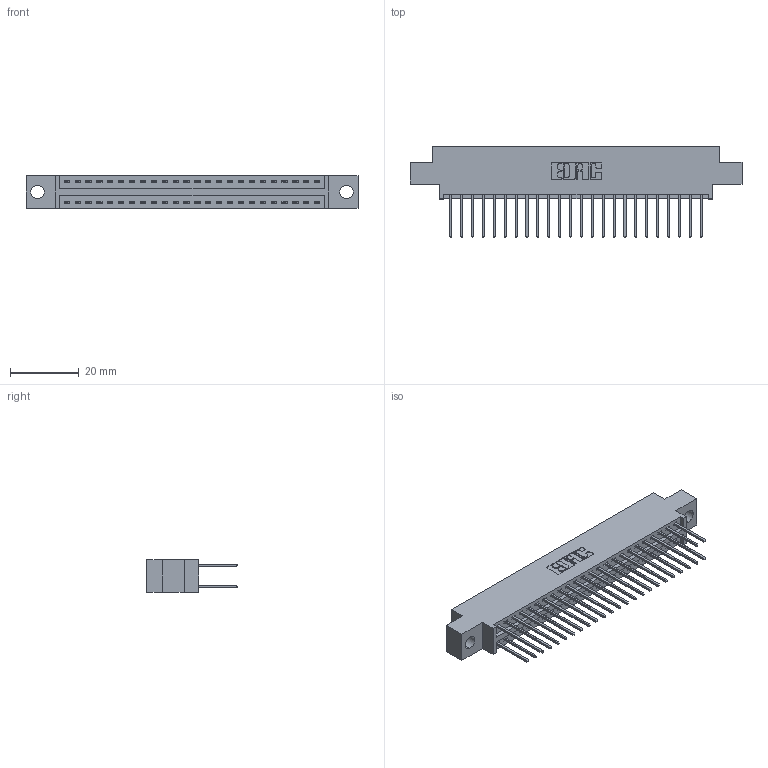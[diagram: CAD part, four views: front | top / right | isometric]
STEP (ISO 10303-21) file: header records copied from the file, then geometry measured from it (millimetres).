
FILE_DESCRIPTION (( 'STEP AP203' ), '1' );
FILE_NAME ('396-048-522-804.STEP', '2019-11-02T06:57:12', ( '' ), ( '' ), 'SwSTEP 2.0', 'SolidWorks 2016', '' );
FILE_SCHEMA (( 'CONFIG_CONTROL_DESIGN' ));
Length unit declared in the file: inch
Products named in the file (3): 346 Part_0.170 Offset - 0.156 Dia-TH; 345-292-001_345-293-122; 396-048-522-804
Assembly tree (49 placements, depth 2):
  396-048-522-804
    346 Part_0.170 Offset - 0.156 Dia-TH
    345-292-001_345-293-122  x48
Bounding box: 96.77 x 26.42 x 9.4 mm (x, y, z)
Volume: 9177.4 mm3; surface area: 12895.1 mm2
Topology: 49 solids, 49 shells, 2622 faces, 7781 edges, 5122 vertices
Faces by surface type: plane 1760, cylinder 862
Entity records: 18239 total; most frequent: CARTESIAN_POINT 3032, ORIENTED_EDGE 2966, DIRECTION 2723, EDGE_CURVE 1483, VECTOR 1255, LINE 1255, VERTEX_POINT 986, AXIS2_PLACEMENT_3D 734
